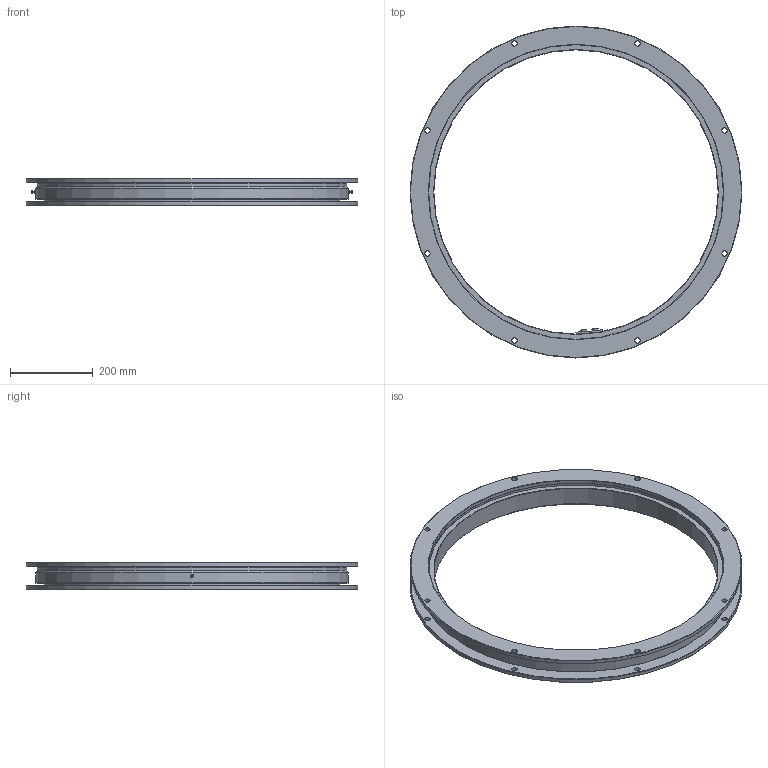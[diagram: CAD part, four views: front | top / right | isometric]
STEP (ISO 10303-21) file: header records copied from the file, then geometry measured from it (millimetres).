
FILE_DESCRIPTION (( 'STEP AP214' ), '1' );
FILE_NAME ('U.800.14 - Cast Iron.STEP', '2021-01-27T11:57:16', ( '' ), ( '' ), 'SwSTEP 2.0', 'SolidWorks 2016', '' );
FILE_SCHEMA (( 'AUTOMOTIVE_DESIGN' ));
Length unit declared in the file: millimetre
Products named in the file (7): Hex Bolt M8x15mm_A4-70; Grease nipple M6x1mm; U.800.14 - Cast Iron; U.800.14 - IR_�775h8d13; U.800.14 - Plug; U.800.14 - OR_�775h8d13; Ball D14
Assembly tree (152 placements, depth 2):
  U.800.14 - Cast Iron
    U.800.14 - IR_�775h8d13
    U.800.14 - OR_�775h8d13
    Ball D14  x145
    Grease nipple M6x1mm  x2
    U.800.14 - Plug
    Hex Bolt M8x15mm_A4-70  x2
Bounding box: 800 x 800 x 65 mm (x, y, z)
Volume: 5090431.4 mm3; surface area: 1050537 mm2
Topology: 152 solids, 152 shells, 306 faces, 805 edges, 519 vertices
Faces by surface type: sphere 145, cone 59, plane 49, cylinder 40, torus 13
Full cylindrical faces by diameter (mm): 2.5 x2, 3 x2, 5 x2, 6 x2, 8 x4, 13 x16, 685 x1, 710 x1, 712 x2, 716 x2, 746 x1, 754 x1, 800 x2
Entity records: 4904 total; most frequent: CARTESIAN_POINT 1220, DIRECTION 794, AXIS2_PLACEMENT_3D 384, ORIENTED_EDGE 376, EDGE_LOOP 230, EDGE_CURVE 188, FACE_OUTER_BOUND 159, PRODUCT_DEFINITION_SHAPE 159
